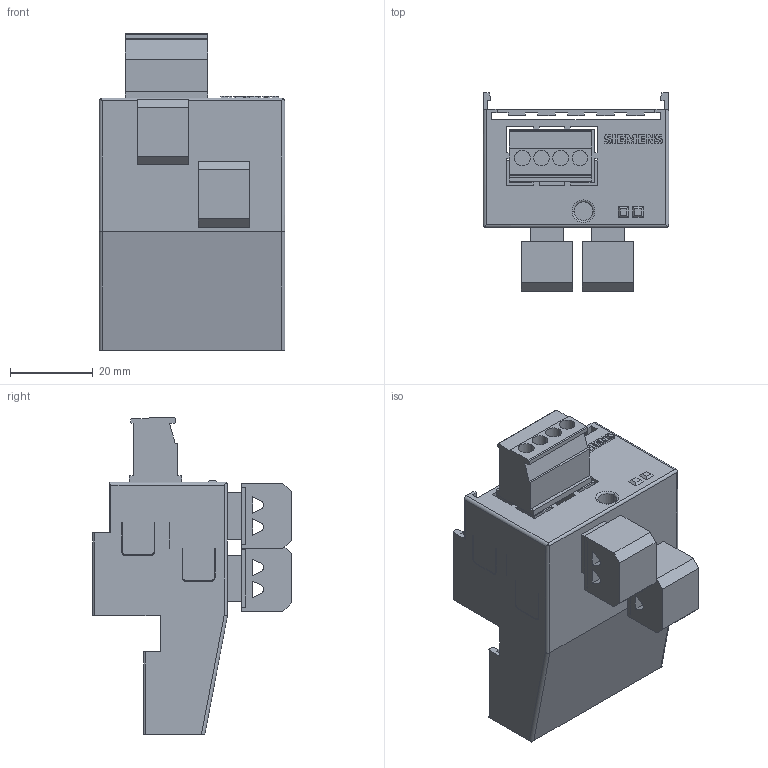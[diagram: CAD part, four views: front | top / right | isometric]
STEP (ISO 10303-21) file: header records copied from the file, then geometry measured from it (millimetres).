
FILE_DESCRIPTION(('STEP AP214'),'1');
FILE_NAME('cctmp_C00E58DD-ACFB-4899-89F0-40B646C85415_2023_07_18_13_05_42_0910..stp','2023-07-18T11:05:43',('SIEMENS A&D'),('CADClick - www.CADClick.com'),'Spatial InterOp 3D postprocessed',' ','unknown authorization');
FILE_SCHEMA(('AUTOMOTIVE_DESIGN'));
Length unit declared in the file: millimetre
Products named in the file (16): cc_unnamed; 2023_07_18_13_05_42_0864; 2023_07_18_13_05_42_0832; 2023_07_18_13_05_42_0801; 2023_07_18_13_05_42_0770; 2023_07_18_13_05_42_0739; 2023_07_18_13_05_42_0707; 2023_07_18_13_05_42_0676; 2023_07_18_13_05_42_0645; 2023_07_18_13_05_42_0614; 2023_07_18_13_05_42_0582; 2023_07_18_13_05_42_0551; 2023_07_18_13_05_42_0520; 2023_07_18_13_05_42_0489; 2023_07_18_13_05_42_0457; 2023_07_18_13_05_42_0426
Assembly tree (15 placements, depth 2):
  cc_unnamed
    2023_07_18_13_05_42_0864
    2023_07_18_13_05_42_0832
    2023_07_18_13_05_42_0801
    2023_07_18_13_05_42_0770
    2023_07_18_13_05_42_0739
    2023_07_18_13_05_42_0707
    2023_07_18_13_05_42_0676
    2023_07_18_13_05_42_0645
    2023_07_18_13_05_42_0614
    2023_07_18_13_05_42_0582
    2023_07_18_13_05_42_0551
    2023_07_18_13_05_42_0520
    2023_07_18_13_05_42_0489
    2023_07_18_13_05_42_0457
    2023_07_18_13_05_42_0426
Bounding box: 45 x 48.02 x 76.75 mm (x, y, z)
Volume: 53241.7 mm3; surface area: 25073.7 mm2
Topology: 15 solids, 15 shells, 368 faces, 1024 edges, 678 vertices
Faces by surface type: plane 295, cylinder 71, torus 2
Entity records: 20104 total; most frequent: CARTESIAN_POINT 2136, STYLED_ITEM 2085, PRESENTATION_STYLE_ASSIGNMENT 2085, ORIENTED_EDGE 2048, DIRECTION 1928, EDGE_CURVE 1024, CURVE_STYLE 1024, DRAUGHTING_PRE_DEFINED_CURVE_FONT 1024
